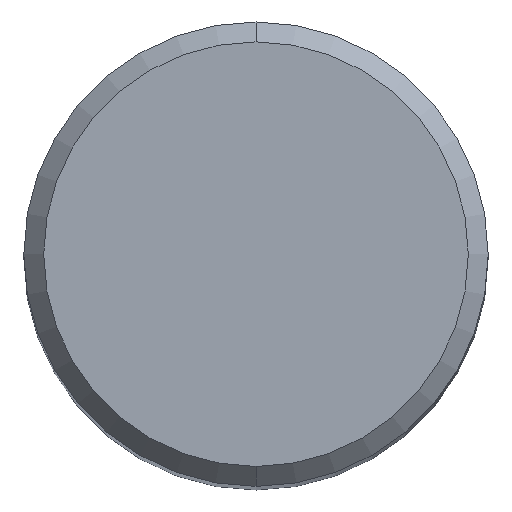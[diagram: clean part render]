
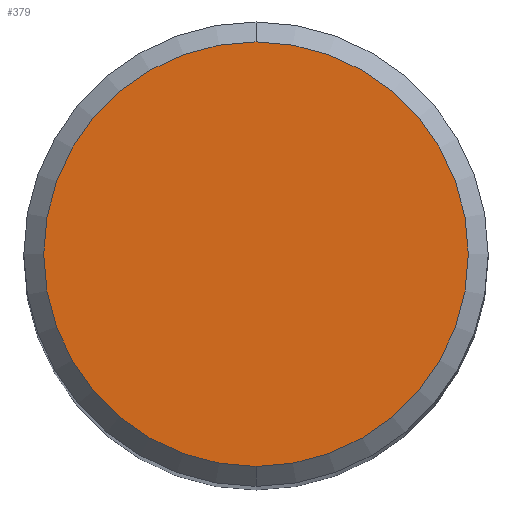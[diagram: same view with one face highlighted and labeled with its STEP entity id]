
A CAD part, top view. The second image highlights one B-rep face of the part: STEP entity #379.
In plain terms, the highlighted planar face has unit normal (0, 0, 1).
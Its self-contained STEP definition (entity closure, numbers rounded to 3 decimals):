
#181=EDGE_CURVE('',#301,#245,#488,.T.);
#245=VERTEX_POINT('',#562);
#301=VERTEX_POINT('',#621);
#359=EDGE_CURVE('',#245,#301,#686,.T.);
#379=ADVANCED_FACE('',(#707),#708,.T.);
#488=CIRCLE('',#822,6.4);
#562=CARTESIAN_POINT('',(0.,-6.4,0.0));
#621=CARTESIAN_POINT('',(0.0,6.4,0.0));
#686=CIRCLE('',#1258,6.4);
#707=FACE_OUTER_BOUND('',#1319,.T.);
#708=PLANE('',#1320);
#822=AXIS2_PLACEMENT_3D('',#1511,#1512,#1513);
#1258=AXIS2_PLACEMENT_3D('',#1741,#1742,#1743);
#1319=EDGE_LOOP('',(#1765,#1766));
#1320=AXIS2_PLACEMENT_3D('',#1767,#1768,#1769);
#1511=CARTESIAN_POINT('',(0.0,0.0,0.0));
#1512=DIRECTION('',(0.0,0.0,-1.0));
#1513=DIRECTION('',(0.0,1.0,0.0));
#1741=CARTESIAN_POINT('',(0.0,0.0,0.0));
#1742=DIRECTION('',(0.0,0.0,-1.0));
#1743=DIRECTION('',(0.0,1.0,0.0));
#1765=ORIENTED_EDGE('',*,*,#181,.F.);
#1766=ORIENTED_EDGE('',*,*,#359,.F.);
#1767=CARTESIAN_POINT('',(0.0,3.2,0.0));
#1768=DIRECTION('',(-0.0,0.0,1.0));
#1769=DIRECTION('',(0.0,-1.0,0.0));
